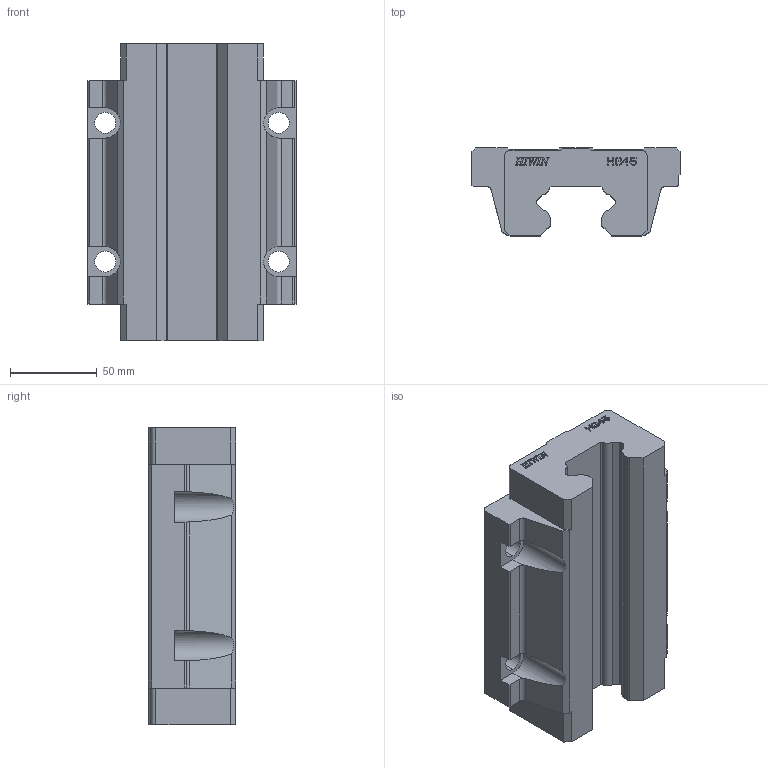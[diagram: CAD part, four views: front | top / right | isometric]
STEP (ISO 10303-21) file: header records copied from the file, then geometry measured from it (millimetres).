
FILE_DESCRIPTION (( 'STEP AP203' ), '1' );
FILE_NAME ('HGW45HC.STEP', '2007-01-11T14:43:54', ( 'HIWIN GmbH' ), ( '77654 Offenburg' ), 'SwSTEP 2.0', 'SolidWorks 2006104', '' );
FILE_SCHEMA (( 'CONFIG_CONTROL_DESIGN' ));
Length unit declared in the file: millimetre
Products named in the file (1): HGW45HC
Bounding box: 120 x 50.5 x 171.5 mm (x, y, z)
Volume: 643119 mm3; surface area: 75032.6 mm2
Topology: 1 solids, 1 shells, 378 faces, 1098 edges, 732 vertices
Faces by surface type: plane 278, bspline 60, cylinder 40
Entity records: 13707 total; most frequent: CARTESIAN_POINT 4017, ORIENTED_EDGE 2196, DIRECTION 1672, EDGE_CURVE 1098, LINE 882, VECTOR 882, VERTEX_POINT 732, EDGE_LOOP 396
